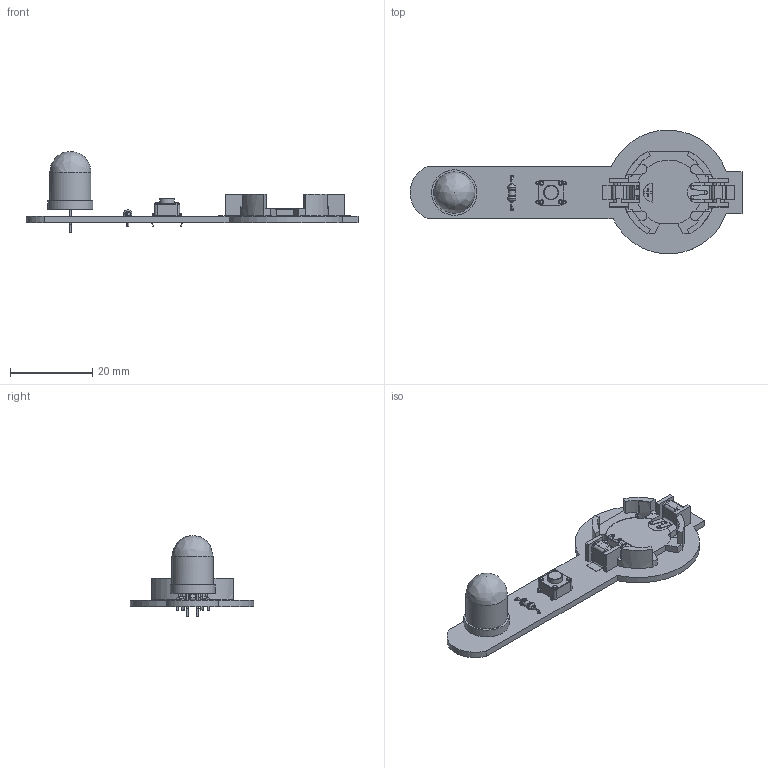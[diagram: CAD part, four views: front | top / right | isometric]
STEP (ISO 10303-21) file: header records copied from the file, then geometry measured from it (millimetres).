
FILE_DESCRIPTION(('KiCad electronic assembly'),'2;1');
FILE_NAME('simple_led_torch.step','2022-01-30T15:18:41',('Pcbnew'),( 'Kicad'),'Open CASCADE STEP processor 7.5','KiCad to STEP converter' ,'Unknown');
FILE_SCHEMA(('AUTOMOTIVE_DESIGN { 1 0 10303 214 1 1 1 1 }'));
Length unit declared in the file: millimetre
Products named in the file (10): simple_led_torch 1; Tactile Button v1; COMPOUND; LED 10mm White; BU2032SM-HD-G(CR2032 Battery Holder); RESISTOR 7_62MM DIP; SOLID; simple_led_torch PCB
Assembly tree (9 placements, depth 3):
  simple_led_torch 1
    Tactile Button v1
      COMPOUND
    LED 10mm White
      COMPOUND
    BU2032SM-HD-G(CR2032 Battery Holder)
      COMPOUND
    RESISTOR 7_62MM DIP
      SOLID
    simple_led_torch PCB
Bounding box: 80.6 x 30.04 x 19.65 mm (x, y, z)
Volume: 4145.7 mm3; surface area: 5545.5 mm2
Topology: 16 solids, 16 shells, 445 faces, 1182 edges, 768 vertices
Faces by surface type: bspline 427, cylinder 11, plane 7
Full cylindrical faces by diameter (mm): 0.762 x8
Entity records: 29177 total; most frequent: CARTESIAN_POINT 13663, B_SPLINE_CURVE_WITH_KNOTS 2764, ORIENTED_EDGE 2346, PCURVE 2346, DEFINITIONAL_REPRESENTATION 2346, EDGE_CURVE 1173, SURFACE_CURVE 1147, VERTEX_POINT 768
